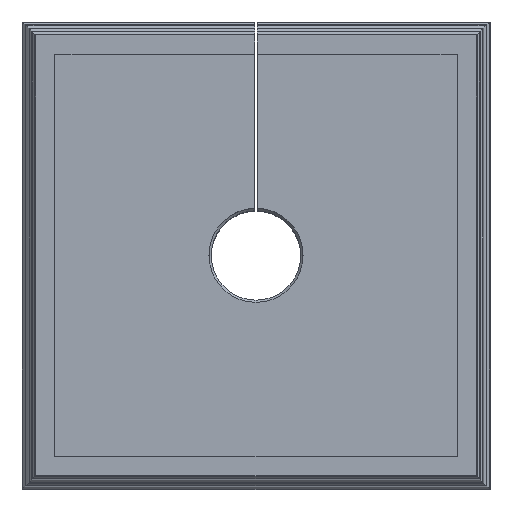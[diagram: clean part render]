
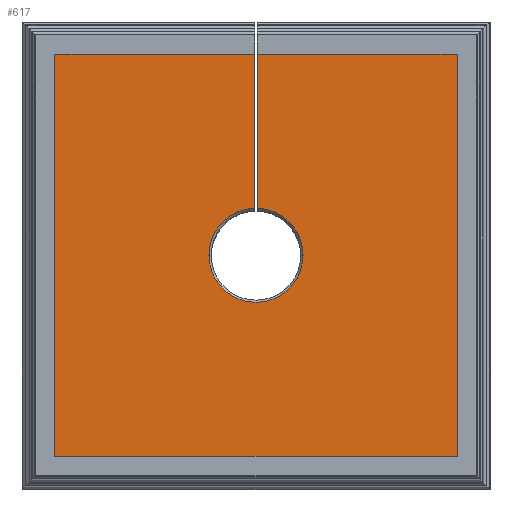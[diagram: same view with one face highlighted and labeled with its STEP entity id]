
A CAD part, top view. The second image highlights one B-rep face of the part: STEP entity #617.
In plain terms, the highlighted planar face has unit normal (0, 0, 1).
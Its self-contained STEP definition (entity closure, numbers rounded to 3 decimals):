
#97=FACE_OUTER_BOUND('',#848,.T.);
#185=LINE('',#2840,#388);
#285=LINE('',#3041,#488);
#286=LINE('',#3044,#489);
#287=LINE('',#3046,#490);
#288=LINE('',#3048,#491);
#289=LINE('',#3050,#492);
#290=LINE('',#3051,#493);
#388=VECTOR('',#2209,1.);
#488=VECTOR('',#2393,1.);
#489=VECTOR('',#2394,1.);
#490=VECTOR('',#2395,1.);
#491=VECTOR('',#2396,1.);
#492=VECTOR('',#2397,1.);
#493=VECTOR('',#2398,1.);
#617=ADVANCED_FACE('',(#97),#724,.T.);
#724=PLANE('',#2088);
#768=CIRCLE('',#2087,2.);
#848=EDGE_LOOP('',(#1160,#1161,#1162,#1163,#1164,#1165,#1166,#1167));
#1160=ORIENTED_EDGE('',*,*,#1823,.F.);
#1161=ORIENTED_EDGE('',*,*,#1824,.T.);
#1162=ORIENTED_EDGE('',*,*,#1825,.T.);
#1163=ORIENTED_EDGE('',*,*,#1826,.T.);
#1164=ORIENTED_EDGE('',*,*,#1827,.T.);
#1165=ORIENTED_EDGE('',*,*,#1721,.T.);
#1166=ORIENTED_EDGE('',*,*,#1828,.F.);
#1167=ORIENTED_EDGE('',*,*,#1829,.F.);
#1531=VERTEX_POINT('',#2838);
#1533=VERTEX_POINT('',#2841);
#1592=VERTEX_POINT('',#3042);
#1593=VERTEX_POINT('',#3043);
#1594=VERTEX_POINT('',#3045);
#1595=VERTEX_POINT('',#3047);
#1596=VERTEX_POINT('',#3049);
#1597=VERTEX_POINT('',#3052);
#1721=EDGE_CURVE('',#1533,#1531,#185,.T.);
#1823=EDGE_CURVE('',#1592,#1593,#285,.T.);
#1824=EDGE_CURVE('',#1592,#1594,#286,.T.);
#1825=EDGE_CURVE('',#1594,#1595,#287,.T.);
#1826=EDGE_CURVE('',#1595,#1596,#288,.T.);
#1827=EDGE_CURVE('',#1596,#1533,#289,.T.);
#1828=EDGE_CURVE('',#1597,#1531,#290,.T.);
#1829=EDGE_CURVE('',#1593,#1597,#768,.T.);
#2087=AXIS2_PLACEMENT_3D('',#3053,#2399,#2400);
#2088=AXIS2_PLACEMENT_3D('',#3054,#2401,#2402);
#2209=DIRECTION('',(-1.,0.,0.));
#2393=DIRECTION('',(0.,-1.,0.));
#2394=DIRECTION('',(-1.,0.,0.));
#2395=DIRECTION('',(0.,-1.,0.));
#2396=DIRECTION('',(1.,0.,0.));
#2397=DIRECTION('',(0.,1.,0.));
#2398=DIRECTION('',(0.,1.,0.));
#2399=DIRECTION('',(0.,0.,1.));
#2400=DIRECTION('',(1.,0.,0.));
#2401=DIRECTION('',(0.,0.,1.));
#2402=DIRECTION('',(-1.,0.,0.));
#2838=CARTESIAN_POINT('',(0.05,8.55,17.7));
#2840=CARTESIAN_POINT('',(8.55,8.55,17.7));
#2841=CARTESIAN_POINT('',(8.55,8.55,17.7));
#3041=CARTESIAN_POINT('',(-0.05,0.,17.7));
#3042=CARTESIAN_POINT('',(-0.05,8.55,17.7));
#3043=CARTESIAN_POINT('',(-0.05,1.999,17.7));
#3044=CARTESIAN_POINT('',(8.55,8.55,17.7));
#3045=CARTESIAN_POINT('',(-8.55,8.55,17.7));
#3046=CARTESIAN_POINT('',(-8.55,8.55,17.7));
#3047=CARTESIAN_POINT('',(-8.55,-8.55,17.7));
#3048=CARTESIAN_POINT('',(-8.55,-8.55,17.7));
#3049=CARTESIAN_POINT('',(8.55,-8.55,17.7));
#3050=CARTESIAN_POINT('',(8.55,-8.55,17.7));
#3051=CARTESIAN_POINT('',(0.05,0.,17.7));
#3052=CARTESIAN_POINT('',(0.05,1.999,17.7));
#3053=CARTESIAN_POINT('',(0.,0.,17.7));
#3054=CARTESIAN_POINT('',(0.,0.,17.7));
